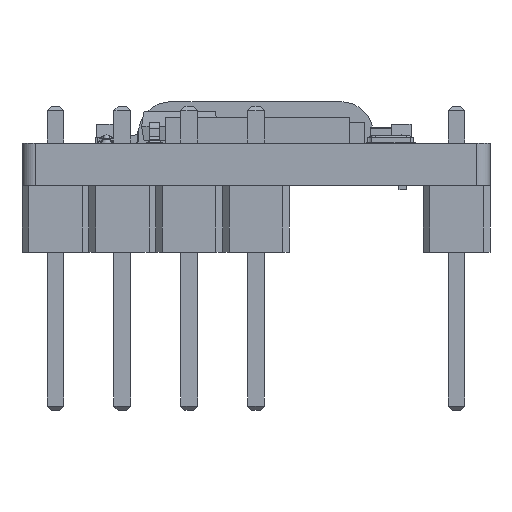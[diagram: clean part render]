
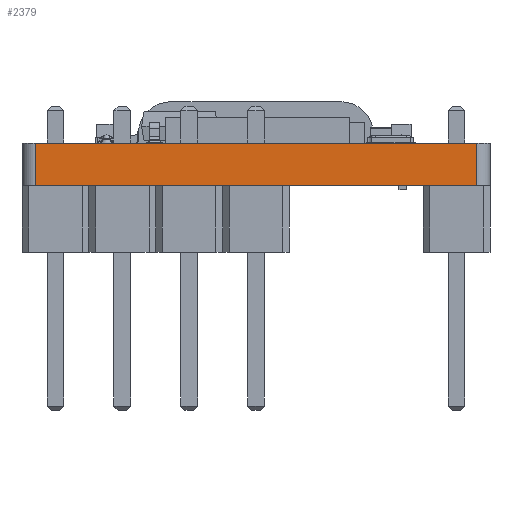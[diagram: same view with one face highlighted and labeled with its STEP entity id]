
A CAD part, front view. The second image highlights one B-rep face of the part: STEP entity #2379.
In plain terms, the highlighted planar face has unit normal (0, -1, 0).
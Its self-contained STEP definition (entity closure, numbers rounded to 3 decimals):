
#1027=CARTESIAN_POINT('',(8.39,-16.5,0.));
#1028=VERTEX_POINT('',#1027);
#1036=CARTESIAN_POINT('',(-8.39,-16.5,0.));
#1037=VERTEX_POINT('',#1036);
#1038=CARTESIAN_POINT('',(-8.39,-16.5,0.));
#1039=DIRECTION('',(1.,0.,-0.));
#1040=VECTOR('',#1039,16.78);
#1041=LINE('',#1038,#1040);
#1042=EDGE_CURVE('',#1037,#1028,#1041,.T.);
#1363=CARTESIAN_POINT('',(-8.39,-16.5,1.6));
#1364=VERTEX_POINT('',#1363);
#1372=CARTESIAN_POINT('',(8.39,-16.5,1.6));
#1373=VERTEX_POINT('',#1372);
#1374=CARTESIAN_POINT('',(-8.39,-16.5,1.6));
#1375=DIRECTION('',(1.,-0.,-0.));
#1376=VECTOR('',#1375,16.78);
#1377=LINE('',#1374,#1376);
#1378=EDGE_CURVE('',#1364,#1373,#1377,.T.);
#2358=CARTESIAN_POINT('',(0.,-16.5,0.));
#2359=DIRECTION('',(0.,-1.,0.));
#2360=DIRECTION('',(0.,0.,-1.));
#2361=AXIS2_PLACEMENT_3D('',#2358,#2359,#2360);
#2362=PLANE('',#2361);
#2363=ORIENTED_EDGE('',*,*,#1042,.T.);
#2364=CARTESIAN_POINT('',(8.39,-16.5,0.));
#2365=DIRECTION('',(-0.,-0.,1.));
#2366=VECTOR('',#2365,1.6);
#2367=LINE('',#2364,#2366);
#2368=EDGE_CURVE('',#1028,#1373,#2367,.T.);
#2369=ORIENTED_EDGE('',*,*,#2368,.T.);
#2370=ORIENTED_EDGE('',*,*,#1378,.F.);
#2371=CARTESIAN_POINT('',(-8.39,-16.5,1.6));
#2372=DIRECTION('',(0.,0.,-1.));
#2373=VECTOR('',#2372,1.6);
#2374=LINE('',#2371,#2373);
#2375=EDGE_CURVE('',#1364,#1037,#2374,.T.);
#2376=ORIENTED_EDGE('',*,*,#2375,.T.);
#2377=EDGE_LOOP('',(#2363,#2369,#2370,#2376));
#2378=FACE_BOUND('',#2377,.T.);
#2379=ADVANCED_FACE('',(#2378),#2362,.T.);
